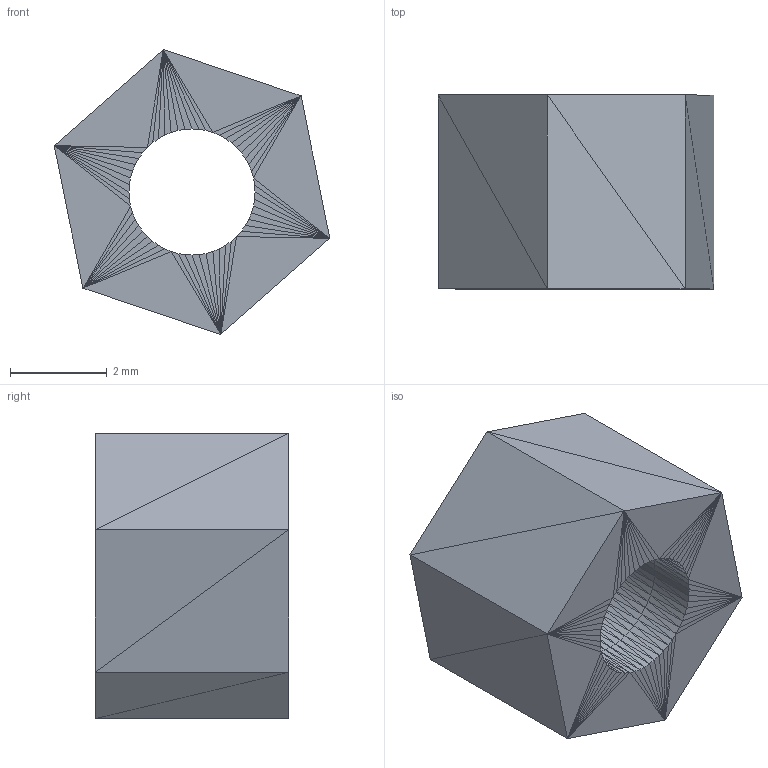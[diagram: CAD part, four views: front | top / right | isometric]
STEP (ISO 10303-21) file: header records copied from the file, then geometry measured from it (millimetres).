
FILE_DESCRIPTION((''),'2;1');
FILE_NAME('m2-standoff-4mm', '2026-02-16T02:17:50', (''), (''), 'ImageToStl.com STEP Converter','', '');
FILE_SCHEMA(('AUTOMOTIVE_DESIGN_CC2'));
Length unit declared in the file: metre
Products named in the file (1): product0
Bounding box: 5.69 x 4 x 5.88 mm (x, y, z)
Surface area: 140.8 mm2 (no closed solid volume)
Topology: 0 solids, 584 shells, 584 faces, 1752 edges, 292 vertices
Faces by surface type: plane 584
Entity records: 13460 total; most frequent: DIRECTION 2922, ORIENTED_EDGE 1752, EDGE_CURVE 1752, LINE 1752, VECTOR 1752, AXIS2_PLACEMENT_3D 585, FACE_SURFACE 584, PLANE 584
